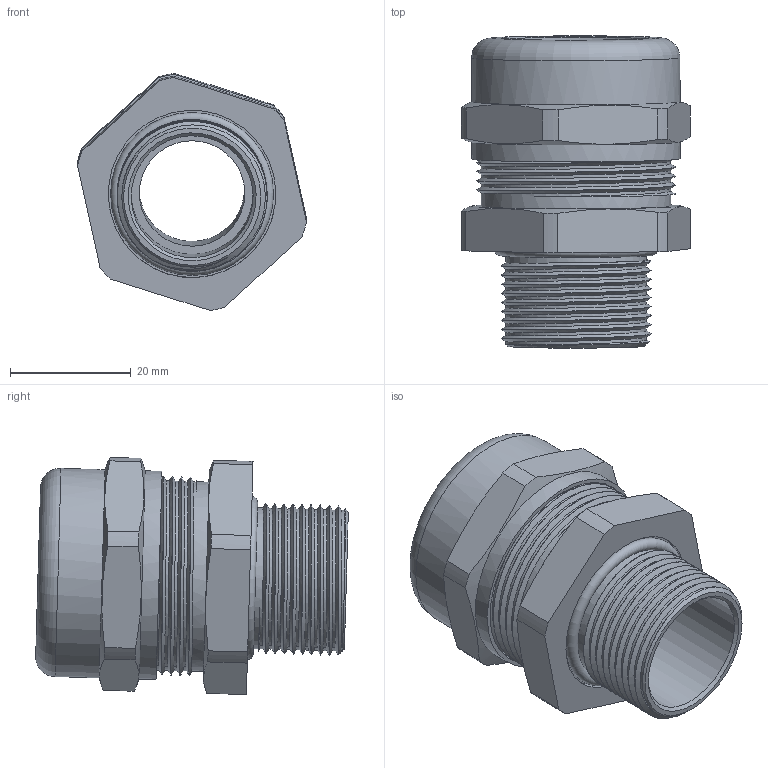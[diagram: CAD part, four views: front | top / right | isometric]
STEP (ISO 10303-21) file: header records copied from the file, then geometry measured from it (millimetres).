
FILE_DESCRIPTION(/* description */ ('E ALPHA X M 25x1,5, KB: 14-20 mm'),/* implementation_level */ '2;1');
FILE_NAME(/* name */ 'EBU23MBNC-RST.stp',/* time_stamp */ '2020-03-09T09:27:37+01:00',/* author */ ('sl'),/* organization */ (''),/* preprocessor_version */ 'ST-DEVELOPER v16.5',/* originating_system */ 'Autodesk Inventor 2017',/* authorisation */ '');
FILE_SCHEMA (('AUTOMOTIVE_DESIGN { 1 0 10303 214 3 1 1 }'));
Length unit declared in the file: millimetre
Products named in the file (7): EBU23MBNC; EBU23MBNC_1; EBU23MBNC_2; EBU2MBNC; EBU23MBNC_3; EBU23MBNC_4; EBU23MBNC_5
Assembly tree (6 placements, depth 2):
  EBU23MBNC
    EBU23MBNC_1
    EBU23MBNC_2
    EBU2MBNC
    EBU23MBNC_3
    EBU23MBNC_4
    EBU23MBNC_5
Bounding box: 37.94 x 51.72 x 39.24 mm (x, y, z)
Volume: 23590.9 mm3; surface area: 27266.6 mm2
Topology: 6 solids, 6 shells, 563 faces, 1621 edges, 1074 vertices
Faces by surface type: plane 333, cone 162, cylinder 58, bspline 6, torus 4
Full cylindrical faces by diameter (mm): 17.46 x1, 20.17 x1, 20.18 x1, 20.29 x1, 23.308 x10, 24.05 x1, 24.25 x1, 24.35 x1, 27.17 x1, 27.19 x1, 27.3 x1, 27.59 x1, 27.708 x1, 31.24 x1, 31.368 x6, 31.68 x8, 34.5 x2
Entity records: 22044 total; most frequent: CARTESIAN_POINT 8071, DIRECTION 3086, ORIENTED_EDGE 3032, EDGE_CURVE 1516, AXIS2_PLACEMENT_3D 1375, VERTEX_POINT 1020, EDGE_LOOP 582, FACE_OUTER_BOUND 539
